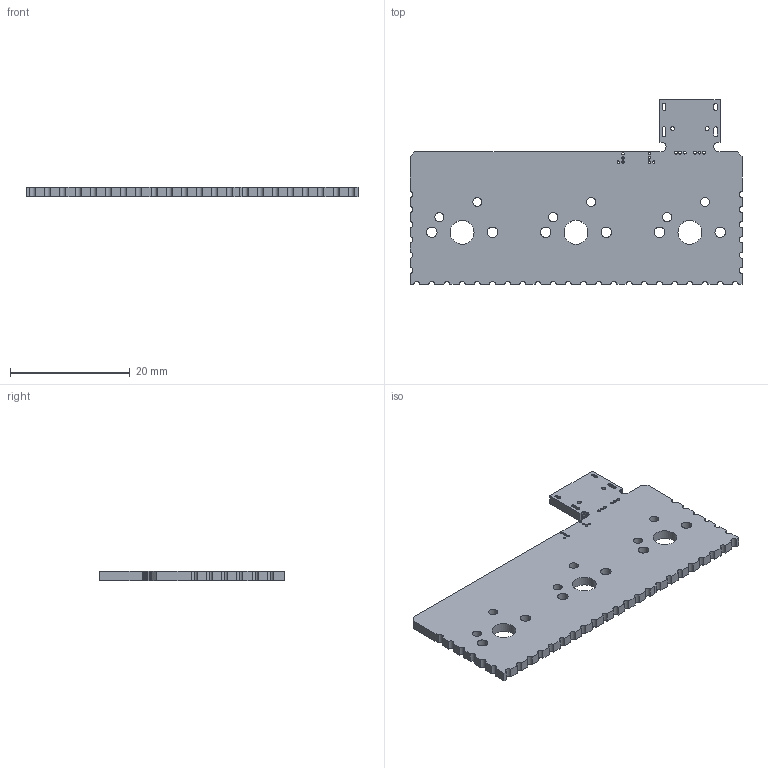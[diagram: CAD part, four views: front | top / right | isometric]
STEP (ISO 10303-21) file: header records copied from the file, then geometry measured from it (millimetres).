
FILE_DESCRIPTION(('KiCad electronic assembly'),'2;1');
FILE_NAME('Piggyback_2_0.step','2023-03-24T15:18:04',('Pcbnew'),('Kicad' ),'Open CASCADE STEP processor 7.6','KiCad to STEP converter', 'Unknown');
FILE_SCHEMA(('AUTOMOTIVE_DESIGN { 1 0 10303 214 1 1 1 1 }'));
Length unit declared in the file: millimetre
Products named in the file (2): Piggyback_2_0 1; PCB
Assembly tree (1 placements, depth 2):
  Piggyback_2_0 1
    PCB
Bounding box: 55.56 x 30.96 x 1.58 mm (x, y, z)
Volume: 1955.2 mm3; surface area: 2998.9 mm2
Topology: 1 solids, 1 shells, 231 faces, 687 edges, 458 vertices
Faces by surface type: plane 160, cylinder 71
Full cylindrical faces by diameter (mm): 0.4 x8, 0.5 x6, 0.65 x2, 1.524 x6, 1.75 x6, 3.988 x3
Entity records: 17175 total; most frequent: CARTESIAN_POINT 3696, DIRECTION 2435, LINE 1685, VECTOR 1685, ORIENTED_EDGE 1374, PCURVE 1374, DEFINITIONAL_REPRESENTATION 1374, EDGE_CURVE 687
